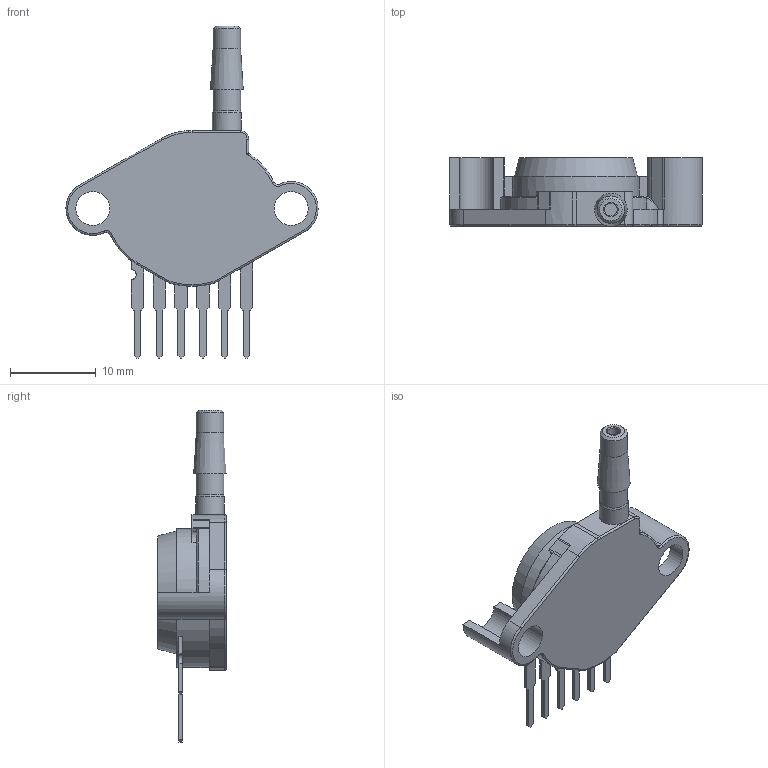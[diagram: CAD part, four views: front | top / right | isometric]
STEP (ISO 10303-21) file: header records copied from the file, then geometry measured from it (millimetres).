
FILE_DESCRIPTION(/* description */ (''),/* implementation_level */ '2;1');
FILE_NAME(/* name */ '1.stp',/* time_stamp */ '2019-09-25T11:35:50+02:00',/* author */ ('Karem'),/* organization */ (''),/* preprocessor_version */ 'ST-DEVELOPER v15.6',/* originating_system */ 'Autodesk Inventor 2015',/* authorisation */ '');
FILE_SCHEMA (('AUTOMOTIVE_DESIGN { 1 0 10303 214 3 1 1 }'));
Length unit declared in the file: millimetre
Products named in the file (3): 1; 2
Bounding box: 29.38 x 8.01 x 38.68 mm (x, y, z)
Volume: 2051.9 mm3; surface area: 1637.7 mm2
Topology: 7 solids, 7 shells, 187 faces, 472 edges, 303 vertices
Faces by surface type: plane 118, cylinder 49, torus 11, cone 6, sphere 2, bspline 1
Full cylindrical faces by diameter (mm): 1.502 x1, 2 x2, 3.199 x1, 3.209 x1, 3.36 x1, 3.965 x2, 11.662 x1
Entity records: 5605 total; most frequent: CARTESIAN_POINT 1006, DIRECTION 962, ORIENTED_EDGE 912, EDGE_CURVE 456, AXIS2_PLACEMENT_3D 322, LINE 318, VECTOR 318, VERTEX_POINT 302
